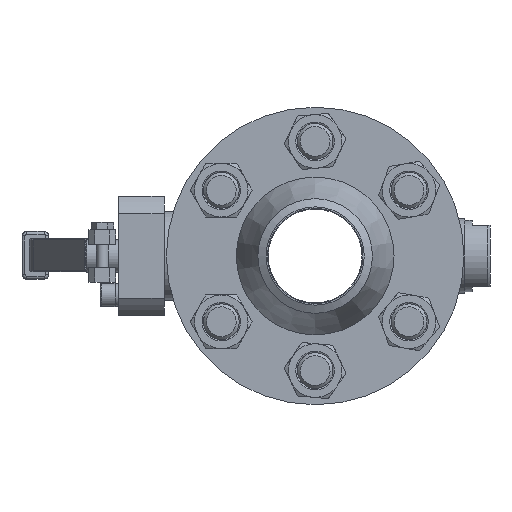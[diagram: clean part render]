
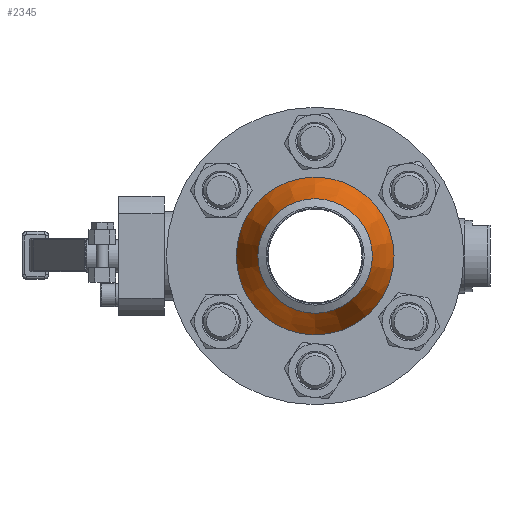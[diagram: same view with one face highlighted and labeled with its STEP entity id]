
A CAD part, left-side view. The second image highlights one B-rep face of the part: STEP entity #2345.
In plain terms, the highlighted conical face has half-angle 22 degrees and reference radius 45.75 mm.
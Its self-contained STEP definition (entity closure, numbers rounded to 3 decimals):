
#2345=ADVANCED_FACE('',(#8536,#8538),#8540,.T.);
#8536=FACE_OUTER_BOUND('',#8537,.T.);
#8537=EDGE_LOOP('',(#13989));
#8538=FACE_OUTER_BOUND('',#8539,.T.);
#8539=EDGE_LOOP('',(#13990));
#8540=CONICAL_SURFACE('',#8541,45.75,0.384);
#8541=AXIS2_PLACEMENT_3D('',#8542,#8543,#8544);
#8542=CARTESIAN_POINT('',(-89.944,0.,0.));
#8543=DIRECTION('',(1.,0.,0.));
#8544=DIRECTION('',(0.,0.,-1.));
#13989=ORIENTED_EDGE('',*,*,#16377,.F.);
#13990=ORIENTED_EDGE('',*,*,#16470,.T.);
#16377=EDGE_CURVE('',#18261,#18261,#18262,.T.);
#16470=EDGE_CURVE('',#18417,#18417,#18418,.T.);
#18261=VERTEX_POINT('',#23490);
#18262=CIRCLE('',#23491,53.);
#18417=VERTEX_POINT('',#23871);
#18418=CIRCLE('',#23872,38.5);
#23490=CARTESIAN_POINT('',(-72.,0.,-53.));
#23491=AXIS2_PLACEMENT_3D('',#23492,#23493,#23494);
#23492=CARTESIAN_POINT('',(-72.,0.,0.));
#23493=DIRECTION('',(1.,0.,0.));
#23494=DIRECTION('',(0.,0.,-1.));
#23871=CARTESIAN_POINT('',(-107.889,0.,-38.5));
#23872=AXIS2_PLACEMENT_3D('',#23873,#23874,#23875);
#23873=CARTESIAN_POINT('',(-107.889,0.,0.));
#23874=DIRECTION('',(1.,0.,0.));
#23875=DIRECTION('',(0.,0.,-1.));
